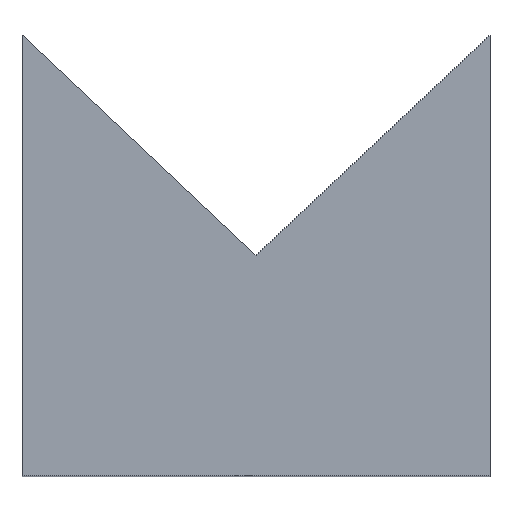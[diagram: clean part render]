
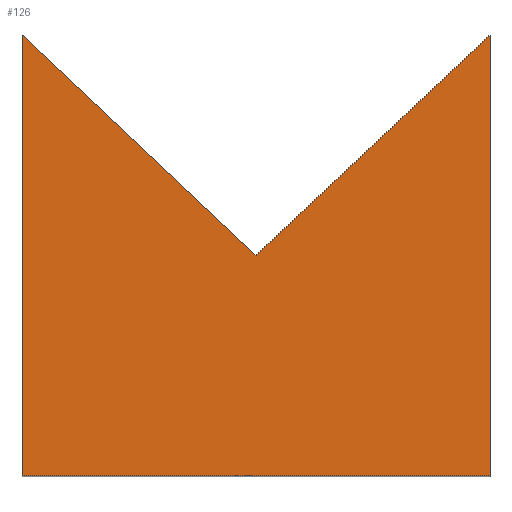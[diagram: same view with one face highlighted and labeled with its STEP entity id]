
A CAD part, top view. The second image highlights one B-rep face of the part: STEP entity #126.
In plain terms, the highlighted planar face has unit normal (0, 0, 1).
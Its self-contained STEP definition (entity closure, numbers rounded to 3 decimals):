
#20=FACE_OUTER_BOUND('',#27,.T.);
#27=EDGE_LOOP('',(#104,#105,#106,#107,#108));
#31=LINE('',#188,#46);
#34=LINE('',#194,#49);
#37=LINE('',#200,#52);
#40=LINE('',#206,#55);
#43=LINE('',#210,#58);
#46=VECTOR('',#155,10.);
#49=VECTOR('',#160,10.);
#52=VECTOR('',#165,10.);
#55=VECTOR('',#170,10.);
#58=VECTOR('',#175,10.);
#61=VERTEX_POINT('',#185);
#62=VERTEX_POINT('',#187);
#64=VERTEX_POINT('',#193);
#66=VERTEX_POINT('',#199);
#68=VERTEX_POINT('',#205);
#71=EDGE_CURVE('',#62,#61,#31,.T.);
#74=EDGE_CURVE('',#64,#62,#34,.T.);
#77=EDGE_CURVE('',#66,#64,#37,.T.);
#80=EDGE_CURVE('',#68,#66,#40,.T.);
#83=EDGE_CURVE('',#61,#68,#43,.T.);
#104=ORIENTED_EDGE('',*,*,#83,.T.);
#105=ORIENTED_EDGE('',*,*,#80,.T.);
#106=ORIENTED_EDGE('',*,*,#77,.T.);
#107=ORIENTED_EDGE('',*,*,#74,.T.);
#108=ORIENTED_EDGE('',*,*,#71,.T.);
#119=PLANE('',#147);
#126=ADVANCED_FACE('',(#20),#119,.T.);
#147=AXIS2_PLACEMENT_3D('',#211,#176,#177);
#155=DIRECTION('',(-0.728,-0.685,0.));
#160=DIRECTION('',(0.,1.,0.));
#165=DIRECTION('',(1.,0.,0.));
#170=DIRECTION('',(0.,-1.,0.));
#175=DIRECTION('',(-0.728,0.685,0.));
#176=DIRECTION('center_axis',(0.,0.,1.));
#177=DIRECTION('ref_axis',(1.,0.,0.));
#185=CARTESIAN_POINT('',(4.25,4.,15.));
#187=CARTESIAN_POINT('',(8.5,8.,15.));
#188=CARTESIAN_POINT('',(4.25,4.,15.));
#193=CARTESIAN_POINT('',(8.5,0.,15.));
#194=CARTESIAN_POINT('',(8.5,0.,15.));
#199=CARTESIAN_POINT('',(0.,0.,15.));
#200=CARTESIAN_POINT('',(0.,0.,15.));
#205=CARTESIAN_POINT('',(0.,8.,15.));
#206=CARTESIAN_POINT('',(0.,8.,15.));
#210=CARTESIAN_POINT('',(4.25,4.,15.));
#211=CARTESIAN_POINT('Origin',(4.25,4.,15.));
